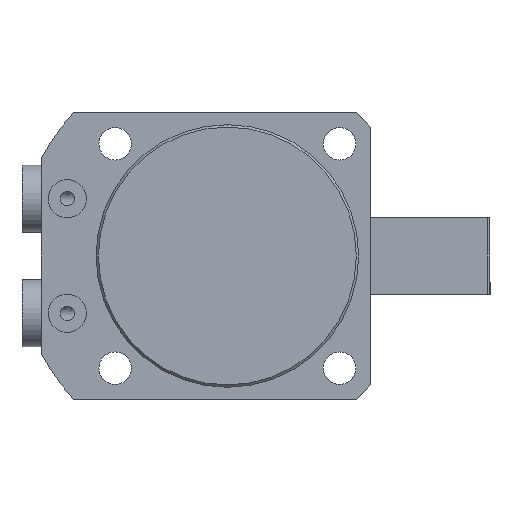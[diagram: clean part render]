
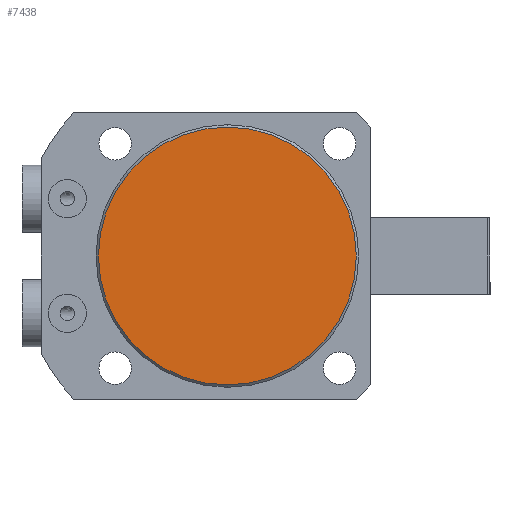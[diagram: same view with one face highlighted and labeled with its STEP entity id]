
A CAD part, front view. The second image highlights one B-rep face of the part: STEP entity #7438.
In plain terms, the highlighted planar face has unit normal (0, -1, 0).
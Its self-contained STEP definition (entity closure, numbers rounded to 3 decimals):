
#109 = CARTESIAN_POINT ( 'NONE',  ( 0., 0., 27. ) ) ;
#202 = PLANE ( 'NONE',  #2813 ) ;
#1093 = CARTESIAN_POINT ( 'NONE',  ( 0., 0., -27. ) ) ;
#1474 = ORIENTED_EDGE ( 'NONE', *, *, #7681, .F. ) ;
#1615 = ORIENTED_EDGE ( 'NONE', *, *, #2127, .F. ) ;
#1648 = CARTESIAN_POINT ( 'NONE',  ( 0., 0., 0. ) ) ;
#1678 = AXIS2_PLACEMENT_3D ( 'NONE', #1648, #6340, #2325 ) ;
#1883 = VERTEX_POINT ( 'NONE', #1093 ) ;
#2127 = EDGE_CURVE ( 'NONE', #1883, #2799, #6792, .T. ) ;
#2325 = DIRECTION ( 'NONE',  ( 0., 0., 1. ) ) ;
#2703 = CIRCLE ( 'NONE', #8193, 27. ) ;
#2784 = DIRECTION ( 'NONE',  ( 0., 1., 0. ) ) ;
#2799 = VERTEX_POINT ( 'NONE', #109 ) ;
#2813 = AXIS2_PLACEMENT_3D ( 'NONE', #6228, #3562, #8248 ) ;
#3562 = DIRECTION ( 'NONE',  ( 0., -1., 0. ) ) ;
#4035 = FACE_OUTER_BOUND ( 'NONE', #4056, .T. ) ;
#4056 = EDGE_LOOP ( 'NONE', ( #1474, #1615 ) ) ;
#6228 = CARTESIAN_POINT ( 'NONE',  ( 22., 0., 0. ) ) ;
#6340 = DIRECTION ( 'NONE',  ( 0., 1., 0. ) ) ;
#6783 = CARTESIAN_POINT ( 'NONE',  ( 0., 0., 0. ) ) ;
#6792 = CIRCLE ( 'NONE', #1678, 27. ) ;
#7438 = ADVANCED_FACE ( 'NONE', ( #4035 ), #202, .T. ) ;
#7468 = DIRECTION ( 'NONE',  ( 0., 0., 1. ) ) ;
#7681 = EDGE_CURVE ( 'NONE', #2799, #1883, #2703, .T. ) ;
#8193 = AXIS2_PLACEMENT_3D ( 'NONE', #6783, #2784, #7468 ) ;
#8248 = DIRECTION ( 'NONE',  ( 0., 0., -1. ) ) ;
